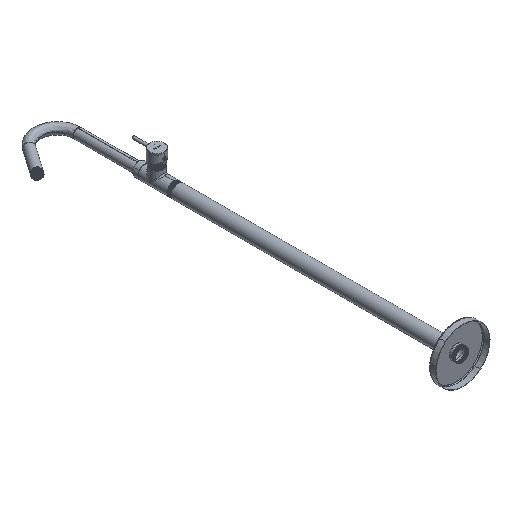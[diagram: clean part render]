
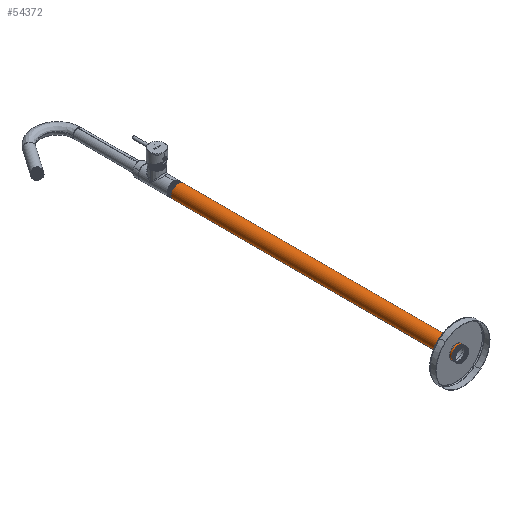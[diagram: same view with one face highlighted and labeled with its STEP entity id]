
A CAD part, isometric view. The second image highlights one B-rep face of the part: STEP entity #54372.
In plain terms, the highlighted cylindrical face has radius 20 mm (diameter 40 mm), a partial arc.
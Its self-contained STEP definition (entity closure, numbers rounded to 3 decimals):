
#144 = CARTESIAN_POINT ( 'NONE',  ( 7.508, 13.656, 20.304 ) ) ;
#3887 = CARTESIAN_POINT ( 'NONE',  ( -13.587, 13., -14.676 ) ) ;
#4806 = CYLINDRICAL_SURFACE ( 'NONE', #37428, 20. ) ;
#5080 = CARTESIAN_POINT ( 'NONE',  ( -19.666, 13.094, -9.048 ) ) ;
#5978 = EDGE_CURVE ( 'NONE', #61656, #61965, #37650, .T. ) ;
#9694 = CARTESIAN_POINT ( 'NONE',  ( 13.587, 13.75, 14.676 ) ) ;
#10728 = DIRECTION ( 'NONE',  ( 0.679, 0., 0.734 ) ) ;
#11213 = CARTESIAN_POINT ( 'NONE',  ( 13.587, 853., 14.676 ) ) ;
#14227 = VECTOR ( 'NONE', #66885, 1000. ) ;
#15368 = ORIENTED_EDGE ( 'NONE', *, *, #28962, .T. ) ;
#20629 = CARTESIAN_POINT ( 'NONE',  ( -20.304, 13.281, 7.508 ) ) ;
#20974 = EDGE_CURVE ( 'NONE', #61656, #51373, #27217, .T. ) ;
#20977 = CARTESIAN_POINT ( 'NONE',  ( -14.676, 13.375, 13.587 ) ) ;
#24462 = LINE ( 'NONE', #67252, #29451 ) ;
#24762 = ORIENTED_EDGE ( 'NONE', *, *, #20974, .T. ) ;
#27217 =( BOUNDED_CURVE ( )  B_SPLINE_CURVE ( 2, ( #37567, #5080, #42513, #20629, #20977, #63771, #43213, #144, #9694 ),
 .UNSPECIFIED., .F., .T. ) 
 B_SPLINE_CURVE_WITH_KNOTS ( ( 3, 2, 2, 2, 3 ),
 ( 0.906, 0.922, 0.937, 0.953, 0.969 ),
 .UNSPECIFIED. ) 
 CURVE ( )  GEOMETRIC_REPRESENTATION_ITEM ( )  RATIONAL_B_SPLINE_CURVE ( ( 1., 0.924, 1., 0.924, 1., 0.924, 1., 0.924, 1. ) ) 
 REPRESENTATION_ITEM ( '' )  );
#28962 = EDGE_CURVE ( 'NONE', #41932, #61965, #69783, .T. ) ;
#29451 = VECTOR ( 'NONE', #67951, 1000. ) ;
#37428 = AXIS2_PLACEMENT_3D ( 'NONE', #46250, #53194, #67139 ) ;
#37567 = CARTESIAN_POINT ( 'NONE',  ( -13.587, 13., -14.676 ) ) ;
#37650 = LINE ( 'NONE', #48257, #14227 ) ;
#39236 = CARTESIAN_POINT ( 'NONE',  ( -13.587, 853., -14.676 ) ) ;
#41932 = VERTEX_POINT ( 'NONE', #11213 ) ;
#42513 = CARTESIAN_POINT ( 'NONE',  ( -19.985, 13.187, -0.77 ) ) ;
#43213 = CARTESIAN_POINT ( 'NONE',  ( -0.77, 13.562, 19.985 ) ) ;
#44817 = ORIENTED_EDGE ( 'NONE', *, *, #61727, .T. ) ;
#45095 = EDGE_LOOP ( 'NONE', ( #24762, #44817, #15368, #59219 ) ) ;
#46250 = CARTESIAN_POINT ( 'NONE',  ( 0., 3., 0. ) ) ;
#48257 = CARTESIAN_POINT ( 'NONE',  ( -13.587, 3., -14.676 ) ) ;
#48871 = CARTESIAN_POINT ( 'NONE',  ( 0., 853., 0. ) ) ;
#51373 = VERTEX_POINT ( 'NONE', #61168 ) ;
#52848 = FACE_OUTER_BOUND ( 'NONE', #45095, .T. ) ;
#53194 = DIRECTION ( 'NONE',  ( 0., 1., 0. ) ) ;
#54372 = ADVANCED_FACE ( 'NONE', ( #52848 ), #4806, .T. ) ;
#59149 = DIRECTION ( 'NONE',  ( 0., -1., 0. ) ) ;
#59219 = ORIENTED_EDGE ( 'NONE', *, *, #5978, .F. ) ;
#61168 = CARTESIAN_POINT ( 'NONE',  ( 13.587, 13.75, 14.676 ) ) ;
#61656 = VERTEX_POINT ( 'NONE', #3887 ) ;
#61727 = EDGE_CURVE ( 'NONE', #51373, #41932, #24462, .T. ) ;
#61965 = VERTEX_POINT ( 'NONE', #39236 ) ;
#63771 = CARTESIAN_POINT ( 'NONE',  ( -9.048, 13.469, 19.666 ) ) ;
#66885 = DIRECTION ( 'NONE',  ( 0., 1., 0. ) ) ;
#67139 = DIRECTION ( 'NONE',  ( -0.679, 0., -0.734 ) ) ;
#67252 = CARTESIAN_POINT ( 'NONE',  ( 13.587, 3., 14.676 ) ) ;
#67951 = DIRECTION ( 'NONE',  ( 0., 1., 0. ) ) ;
#68674 = AXIS2_PLACEMENT_3D ( 'NONE', #48871, #59149, #10728 ) ;
#69783 = CIRCLE ( 'NONE', #68674, 20. ) ;
